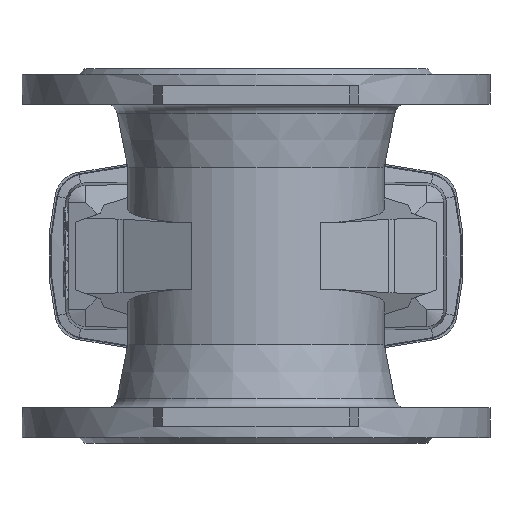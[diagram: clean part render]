
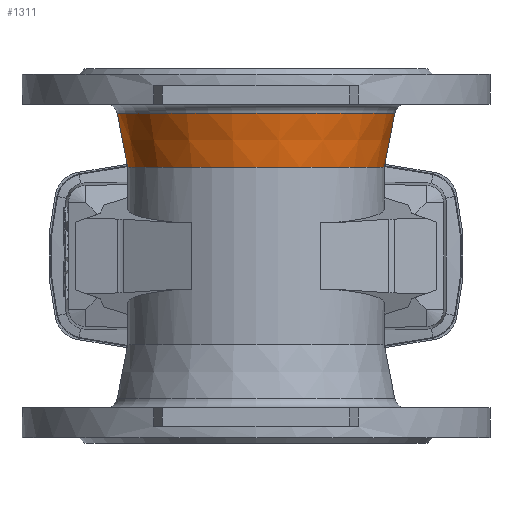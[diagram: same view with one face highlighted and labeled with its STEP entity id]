
A CAD part, front view. The second image highlights one B-rep face of the part: STEP entity #1311.
In plain terms, the highlighted conical face has half-angle 11 degrees and reference radius 74.11 mm.
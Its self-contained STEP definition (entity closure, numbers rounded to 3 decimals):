
#1311 = ADVANCED_FACE ( 'NONE', ( #8752, #8757 ), #8761, .T. ) ;
#2759 = EDGE_CURVE ( 'NONE', #13970, #13970, #10597, .T. ) ;
#2767 = EDGE_CURVE ( 'NONE', #13973, #13973, #10609, .T. ) ;
#3638 = ORIENTED_EDGE ( 'NONE', *, *, #2767, .F. ) ;
#3661 = ORIENTED_EDGE ( 'NONE', *, *, #2759, .T. ) ;
#3672 = EDGE_LOOP ( 'NONE', ( #3661 ) ) ;
#3904 = EDGE_LOOP ( 'NONE', ( #3638 ) ) ;
#8752 = FACE_BOUND ( 'NONE', #3672, .T. ) ;
#8757 = FACE_OUTER_BOUND ( 'NONE', #3904, .T. ) ;
#8761 = CONICAL_SURFACE ( 'NONE', #9481, 74.11, 0.192 ) ;
#9481 = AXIS2_PLACEMENT_3D ( 'NONE', #9836, #9837, #9835 ) ;
#9654 = AXIS2_PLACEMENT_3D ( 'NONE', #11447, #11448, #11449 ) ;
#9835 = DIRECTION ( 'NONE',  ( 1., 0., 0. ) ) ;
#9836 = CARTESIAN_POINT ( 'NONE',  ( 0., 0., 76.145 ) ) ;
#9837 = DIRECTION ( 'NONE',  ( 0., 0., 1. ) ) ;
#10597 = CIRCLE ( 'NONE', #9654, 68.5 ) ;
#10609 = CIRCLE ( 'NONE', #11706, 74.11 ) ;
#11447 = CARTESIAN_POINT ( 'NONE',  ( 0., 0., 47.283 ) ) ;
#11448 = DIRECTION ( 'NONE',  ( 0., 0., 1. ) ) ;
#11449 = DIRECTION ( 'NONE',  ( 1., 0., 0. ) ) ;
#11467 = CARTESIAN_POINT ( 'NONE',  ( 0., 0., 76.145 ) ) ;
#11468 = DIRECTION ( 'NONE',  ( 0., 0., 1. ) ) ;
#11469 = DIRECTION ( 'NONE',  ( 1., 0., 0. ) ) ;
#11706 = AXIS2_PLACEMENT_3D ( 'NONE', #11467, #11468, #11469 ) ;
#13883 = CARTESIAN_POINT ( 'NONE',  ( 68.5, 0., 47.283 ) ) ;
#13889 = CARTESIAN_POINT ( 'NONE',  ( 74.11, 0., 76.145 ) ) ;
#13970 = VERTEX_POINT ( 'NONE', #13883 ) ;
#13973 = VERTEX_POINT ( 'NONE', #13889 ) ;
